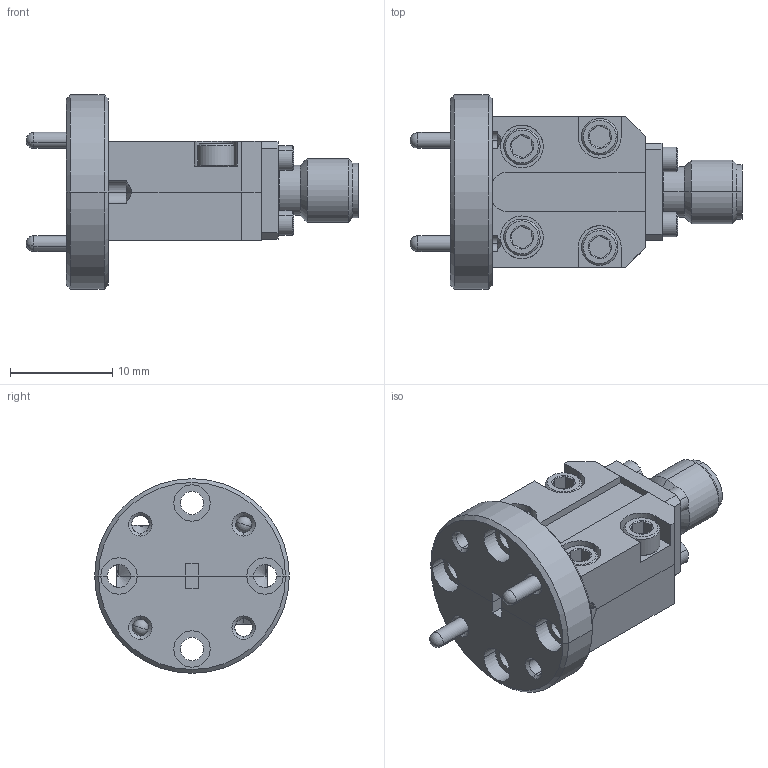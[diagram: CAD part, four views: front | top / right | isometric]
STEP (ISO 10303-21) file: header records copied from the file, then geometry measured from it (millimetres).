
FILE_DESCRIPTION (( 'STEP AP203' ), '1' );
FILE_NAME ('Detector Assembly customer model WR-08 thru WR-15 .STEP', '2022-05-12T14:31:24', ( '' ), ( '' ), 'SwSTEP 2.0', 'SolidWorks 2021', '' );
FILE_SCHEMA (( 'CONFIG_CONTROL_DESIGN' ));
Length unit declared in the file: inch
Products named in the file (8): 92196A054_18-8 Stainless Steel Socket Head Screw; 110300-1; 212-510SF; 92196A077_18-8 Stainless Steel Socket Head Screw; Aerowave WG alignment pin; Detector Assembly customer model WR-08 thru WR-15 ; 110200-1; 110100
Assembly tree (14 placements, depth 3):
  Detector Assembly customer model WR-08 thru WR-15 
    110100
      110300-1
      110200-1
      Aerowave WG alignment pin  x2
      92196A077_18-8 Stainless Steel Socket Head Screw  x4
    212-510SF
    92196A054_18-8 Stainless Steel Socket Head Screw  x4
Bounding box: 32.49 x 19.05 x 19.05 mm (x, y, z)
Volume: 3272.6 mm3; surface area: 3794.2 mm2
Topology: 13 solids, 13 shells, 733 faces, 1857 edges, 1160 vertices
Faces by surface type: cylinder 350, cone 196, plane 159, bspline 24, sphere 4
Entity records: 15757 total; most frequent: CARTESIAN_POINT 6131, ORIENTED_EDGE 1842, DIRECTION 1773, EDGE_CURVE 921, AXIS2_PLACEMENT_3D 671, VERTEX_POINT 589, VECTOR 431, LINE 431
